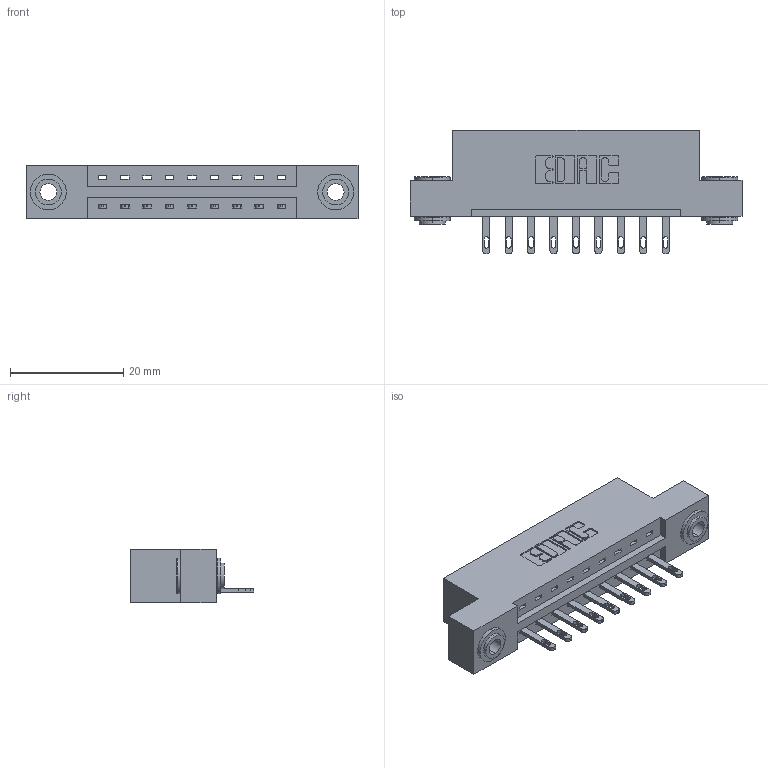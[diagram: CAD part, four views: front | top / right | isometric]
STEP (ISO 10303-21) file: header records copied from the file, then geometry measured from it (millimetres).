
FILE_DESCRIPTION (( 'STEP AP203' ), '1' );
FILE_NAME ('337-009-500-103.STEP', '2018-08-03T22:01:11', ( '' ), ( '' ), 'SwSTEP 2.0', 'SolidWorks 2016', '' );
FILE_SCHEMA (( 'CONFIG_CONTROL_DESIGN' ));
Length unit declared in the file: inch
Products named in the file (4): 337-009-500-103; 337 Part_Flush Mounting Lugs - 0.156 Dia-TH; 345-292-001_345-293-100; 345-250-002_345-250-002-102
Assembly tree (12 placements, depth 2):
  337-009-500-103
    337 Part_Flush Mounting Lugs - 0.156 Dia-TH
    345-292-001_345-293-100  x9
    345-250-002_345-250-002-102  x2
Bounding box: 58.67 x 21.85 x 9.4 mm (x, y, z)
Volume: 5710.2 mm3; surface area: 5971.2 mm2
Topology: 12 solids, 12 shells, 674 faces, 2007 edges, 1334 vertices
Faces by surface type: plane 440, cylinder 226, cone 8
Entity records: 11538 total; most frequent: CARTESIAN_POINT 1984, ORIENTED_EDGE 1922, DIRECTION 1773, EDGE_CURVE 961, LINE 805, VECTOR 805, VERTEX_POINT 638, AXIS2_PLACEMENT_3D 484
